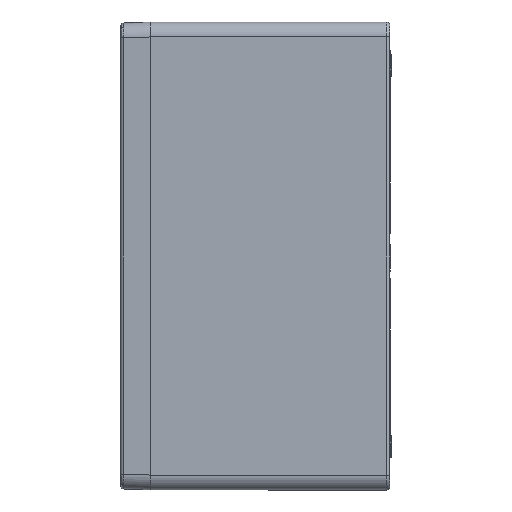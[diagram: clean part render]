
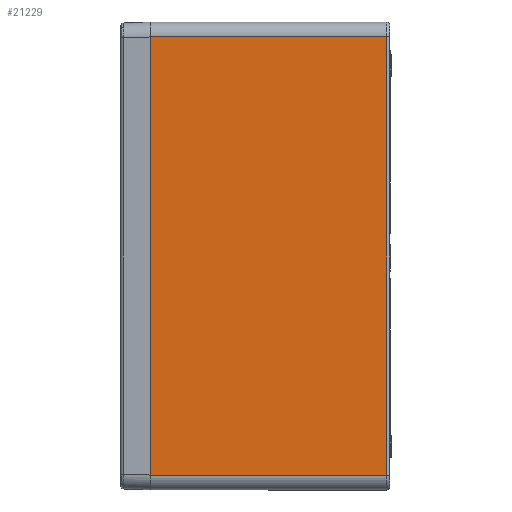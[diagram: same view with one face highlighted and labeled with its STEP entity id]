
A CAD part, left-side view. The second image highlights one B-rep face of the part: STEP entity #21229.
In plain terms, the highlighted planar face has unit normal (-1, 0, 0).
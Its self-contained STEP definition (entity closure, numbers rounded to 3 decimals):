
#3352=FACE_OUTER_BOUND('',#4878,.T.);
#4878=EDGE_LOOP('',(#16910,#16911,#16912,#16913));
#6403=LINE('',#51550,#7952);
#6418=LINE('',#51970,#7967);
#6419=LINE('',#51972,#7968);
#6420=LINE('',#51973,#7969);
#7952=VECTOR('',#26105,1000.);
#7967=VECTOR('',#26128,1000.);
#7968=VECTOR('',#26129,1000.);
#7969=VECTOR('',#26130,1000.);
#10022=VERTEX_POINT('',#51547);
#10023=VERTEX_POINT('',#51549);
#10052=VERTEX_POINT('',#51969);
#10053=VERTEX_POINT('',#51971);
#12495=EDGE_CURVE('',#10022,#10023,#6403,.T.);
#12525=EDGE_CURVE('',#10022,#10052,#6418,.T.);
#12526=EDGE_CURVE('',#10052,#10053,#6419,.T.);
#12527=EDGE_CURVE('',#10053,#10023,#6420,.T.);
#16910=ORIENTED_EDGE('',*,*,#12525,.T.);
#16911=ORIENTED_EDGE('',*,*,#12526,.T.);
#16912=ORIENTED_EDGE('',*,*,#12527,.T.);
#16913=ORIENTED_EDGE('',*,*,#12495,.F.);
#20325=PLANE('',#22901);
#21229=ADVANCED_FACE('',(#3352),#20325,.T.);
#22901=AXIS2_PLACEMENT_3D('',#51968,#26126,#26127);
#26105=DIRECTION('',(0.,0.,1.));
#26126=DIRECTION('center_axis',(-1.,0.,0.));
#26127=DIRECTION('ref_axis',(0.,0.,1.));
#26128=DIRECTION('',(0.,-1.,0.));
#26129=DIRECTION('',(0.,0.,1.));
#26130=DIRECTION('',(0.,1.,0.));
#51547=CARTESIAN_POINT('',(-202.,0.,-146.5));
#51549=CARTESIAN_POINT('',(-202.,0.,146.5));
#51550=CARTESIAN_POINT('',(-202.,0.,-156.5));
#51968=CARTESIAN_POINT('Origin',(-202.,-160.,-156.5));
#51969=CARTESIAN_POINT('',(-202.,-158.,-146.5));
#51970=CARTESIAN_POINT('',(-202.,-160.,-146.5));
#51971=CARTESIAN_POINT('',(-202.,-158.,146.5));
#51972=CARTESIAN_POINT('',(-202.,-158.,146.5));
#51973=CARTESIAN_POINT('',(-202.,-160.,146.5));
